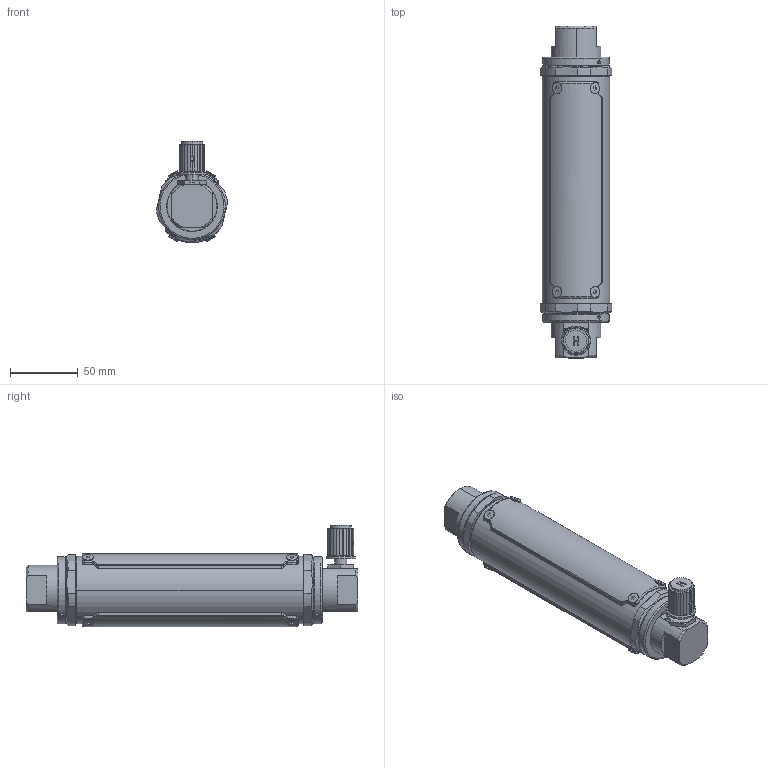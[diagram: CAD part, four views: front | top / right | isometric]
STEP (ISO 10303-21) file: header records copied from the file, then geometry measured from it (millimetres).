
FILE_DESCRIPTION (( 'STEP AP203' ), '1' );
FILE_NAME ('1640-A3-1-AA-1-0.STEP', '2019-05-31T17:30:41', ( 'mrutkowski' ), ( 'Hewlett-Packard Company' ), 'SwSTEP 2.0', 'SolidWorks 2019', '' );
FILE_SCHEMA (( 'CONFIG_CONTROL_DESIGN' ));
Products named in the file (1): 1640-A3-1-AA-1-0
Bounding box: 52.73 x 245.8 x 75.05 mm (x, y, z)
Surface area: 106781.9 mm2 (no closed solid volume)
Topology: 0 solids, 20 shells, 869 faces, 2125 edges, 1320 vertices
Faces by surface type: cylinder 271, plane 240, bspline 208, cone 124, torus 26
Entity records: 35985 total; most frequent: CARTESIAN_POINT 17131, ORIENTED_EDGE 4230, DIRECTION 3395, EDGE_CURVE 2119, VERTEX_POINT 1320, AXIS2_PLACEMENT_3D 1314, EDGE_LOOP 973, FACE_OUTER_BOUND 869
